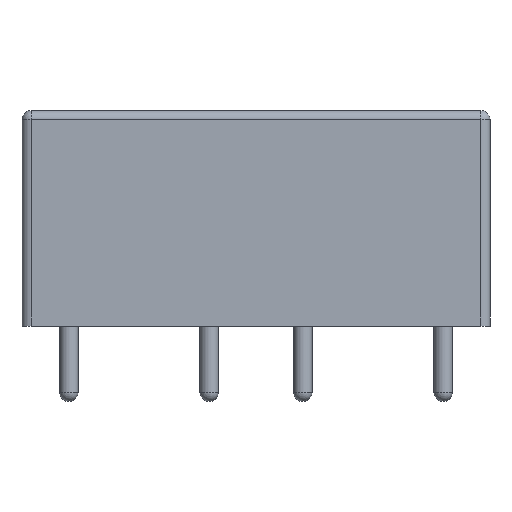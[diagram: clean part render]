
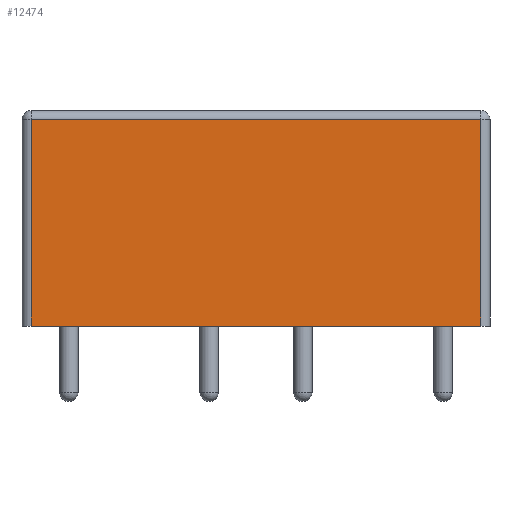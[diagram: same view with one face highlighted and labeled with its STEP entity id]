
A CAD part, front view. The second image highlights one B-rep face of the part: STEP entity #12474.
In plain terms, the highlighted planar face has unit normal (0, -1, 0).
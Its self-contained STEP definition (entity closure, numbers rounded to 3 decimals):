
#1126 = CARTESIAN_POINT ( 'NONE',  ( 0., 0., 11.2 ) ) ;
#1431 = CARTESIAN_POINT ( 'NONE',  ( 0., 0., 0. ) ) ;
#2492 = VERTEX_POINT ( 'NONE', #9947 ) ;
#3415 = DIRECTION ( 'NONE',  ( 0., 1., 0. ) ) ;
#4543 = ORIENTED_EDGE ( 'NONE', *, *, #6300, .T. ) ;
#4678 = DIRECTION ( 'NONE',  ( 0., 0., 1. ) ) ;
#4768 = CARTESIAN_POINT ( 'NONE',  ( 0., 0., 11.7 ) ) ;
#6300 = EDGE_CURVE ( 'NONE', #12866, #2492, #12409, .T. ) ;
#7503 = CARTESIAN_POINT ( 'NONE',  ( 24.9, 0., 11.2 ) ) ;
#9799 = CARTESIAN_POINT ( 'NONE',  ( 24.9, 0., 11.7 ) ) ;
#9947 = CARTESIAN_POINT ( 'NONE',  ( 0.5, 0., 11.2 ) ) ;
#10514 = LINE ( 'NONE', #1431, #13109 ) ;
#11095 = ORIENTED_EDGE ( 'NONE', *, *, #19127, .T. ) ;
#11504 = EDGE_CURVE ( 'NONE', #11808, #12866, #16453, .T. ) ;
#11804 = DIRECTION ( 'NONE',  ( 0., 0., 1. ) ) ;
#11808 = VERTEX_POINT ( 'NONE', #15143 ) ;
#12409 = LINE ( 'NONE', #1126, #14858 ) ;
#12474 = ADVANCED_FACE ( 'NONE', ( #18185 ), #27196, .F. ) ;
#12866 = VERTEX_POINT ( 'NONE', #7503 ) ;
#13017 = DIRECTION ( 'NONE',  ( 1., 0., 0. ) ) ;
#13109 = VECTOR ( 'NONE', #13017, 1000. ) ;
#14858 = VECTOR ( 'NONE', #21416, 1000. ) ;
#15143 = CARTESIAN_POINT ( 'NONE',  ( 24.9, 0., 0. ) ) ;
#15973 = VECTOR ( 'NONE', #28784, 1000. ) ;
#16453 = LINE ( 'NONE', #9799, #28987 ) ;
#16830 = CARTESIAN_POINT ( 'NONE',  ( 0.5, 0., 0. ) ) ;
#17926 = EDGE_LOOP ( 'NONE', ( #19150, #28696, #4543, #11095 ) ) ;
#18160 = VERTEX_POINT ( 'NONE', #16830 ) ;
#18185 = FACE_OUTER_BOUND ( 'NONE', #17926, .T. ) ;
#19127 = EDGE_CURVE ( 'NONE', #2492, #18160, #20633, .T. ) ;
#19150 = ORIENTED_EDGE ( 'NONE', *, *, #27625, .T. ) ;
#19795 = CARTESIAN_POINT ( 'NONE',  ( 0.5, 0., 11.7 ) ) ;
#20068 = AXIS2_PLACEMENT_3D ( 'NONE', #4768, #3415, #11804 ) ;
#20633 = LINE ( 'NONE', #19795, #15973 ) ;
#21416 = DIRECTION ( 'NONE',  ( -1., 0., 0. ) ) ;
#27196 = PLANE ( 'NONE',  #20068 ) ;
#27625 = EDGE_CURVE ( 'NONE', #18160, #11808, #10514, .T. ) ;
#28696 = ORIENTED_EDGE ( 'NONE', *, *, #11504, .T. ) ;
#28784 = DIRECTION ( 'NONE',  ( 0., 0., -1. ) ) ;
#28987 = VECTOR ( 'NONE', #4678, 1000. ) ;
